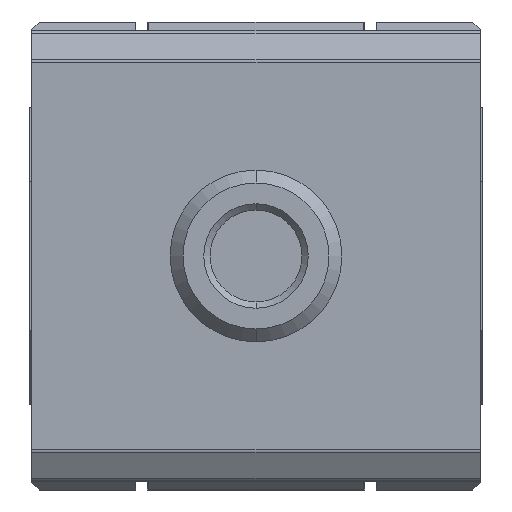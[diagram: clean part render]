
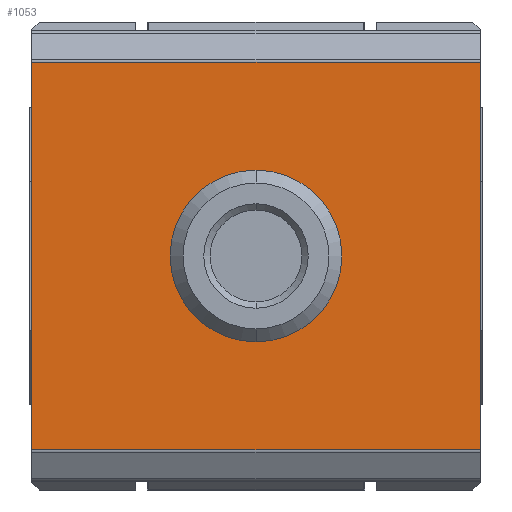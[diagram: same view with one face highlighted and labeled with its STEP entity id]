
A CAD part, front view. The second image highlights one B-rep face of the part: STEP entity #1053.
In plain terms, the highlighted planar face has unit normal (0, -1, 0).
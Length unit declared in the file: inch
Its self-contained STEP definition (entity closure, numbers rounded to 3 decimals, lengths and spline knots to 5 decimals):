
#65 = CARTESIAN_POINT ( 'NONE',  ( 0.82283, -1.00787, 0.80315 ) ) ;
#360 = ORIENTED_EDGE ( 'NONE', *, *, #2299, .F. ) ;
#954 = DIRECTION ( 'NONE',  ( -1., 0., 0. ) ) ;
#1053 = ADVANCED_FACE ( 'NONE', ( #24884, #19406 ), #28285, .F. ) ;
#1214 = EDGE_CURVE ( 'NONE', #17776, #18489, #31654, .T. ) ;
#1364 = VECTOR ( 'NONE', #15166, 39.37008 ) ;
#2299 = EDGE_CURVE ( 'NONE', #20768, #31013, #13130, .T. ) ;
#2775 = AXIS2_PLACEMENT_3D ( 'NONE', #7660, #13907, #13163 ) ;
#2956 = DIRECTION ( 'NONE',  ( 0., 0., -1. ) ) ;
#3196 = CARTESIAN_POINT ( 'NONE',  ( 0., -1.00787, -0.31496 ) ) ;
#3989 = CARTESIAN_POINT ( 'NONE',  ( 0.82283, -1.00787, -0.71021 ) ) ;
#4081 = VECTOR ( 'NONE', #954, 39.37008 ) ;
#4108 = CARTESIAN_POINT ( 'NONE',  ( 0., -1.00787, 0. ) ) ;
#5803 = AXIS2_PLACEMENT_3D ( 'NONE', #4108, #15649, #18122 ) ;
#6483 = AXIS2_PLACEMENT_3D ( 'NONE', #37404, #28868, #2956 ) ;
#6944 = EDGE_CURVE ( 'NONE', #18489, #15679, #12687, .T. ) ;
#7031 = VECTOR ( 'NONE', #28634, 39.37008 ) ;
#7660 = CARTESIAN_POINT ( 'NONE',  ( 0.82283, -1.00787, 0.71021 ) ) ;
#11259 = VERTEX_POINT ( 'NONE', #30825 ) ;
#12331 = CARTESIAN_POINT ( 'NONE',  ( -0.82283, -1.00787, 0.80315 ) ) ;
#12668 = CARTESIAN_POINT ( 'NONE',  ( -0.82283, -1.00787, -0.71021 ) ) ;
#12687 = LINE ( 'NONE', #3989, #4081 ) ;
#12712 = LINE ( 'NONE', #12331, #1364 ) ;
#13130 = CIRCLE ( 'NONE', #6483, 0.31496 ) ;
#13163 = DIRECTION ( 'NONE',  ( 0., 0., 1. ) ) ;
#13907 = DIRECTION ( 'NONE',  ( 0., 1., 0. ) ) ;
#15166 = DIRECTION ( 'NONE',  ( 0., 0., -1. ) ) ;
#15252 = EDGE_LOOP ( 'NONE', ( #16836, #25005, #16502, #33116 ) ) ;
#15649 = DIRECTION ( 'NONE',  ( 0., -1., 0. ) ) ;
#15672 = EDGE_LOOP ( 'NONE', ( #360, #25135 ) ) ;
#15679 = VERTEX_POINT ( 'NONE', #12668 ) ;
#16502 = ORIENTED_EDGE ( 'NONE', *, *, #36145, .F. ) ;
#16836 = ORIENTED_EDGE ( 'NONE', *, *, #6944, .F. ) ;
#17776 = VERTEX_POINT ( 'NONE', #19979 ) ;
#18122 = DIRECTION ( 'NONE',  ( 0., 0., -1. ) ) ;
#18379 = LINE ( 'NONE', #21023, #36250 ) ;
#18489 = VERTEX_POINT ( 'NONE', #28024 ) ;
#19406 = FACE_BOUND ( 'NONE', #15672, .T. ) ;
#19979 = CARTESIAN_POINT ( 'NONE',  ( 0.82283, -1.00787, 0.71021 ) ) ;
#20103 = EDGE_CURVE ( 'NONE', #31013, #20768, #20938, .T. ) ;
#20768 = VERTEX_POINT ( 'NONE', #3196 ) ;
#20938 = CIRCLE ( 'NONE', #5803, 0.31496 ) ;
#21023 = CARTESIAN_POINT ( 'NONE',  ( 0.82283, -1.00787, 0.71021 ) ) ;
#24884 = FACE_OUTER_BOUND ( 'NONE', #15252, .T. ) ;
#25005 = ORIENTED_EDGE ( 'NONE', *, *, #1214, .F. ) ;
#25135 = ORIENTED_EDGE ( 'NONE', *, *, #20103, .F. ) ;
#27079 = DIRECTION ( 'NONE',  ( 1., 0., 0. ) ) ;
#28024 = CARTESIAN_POINT ( 'NONE',  ( 0.82283, -1.00787, -0.71021 ) ) ;
#28285 = PLANE ( 'NONE',  #2775 ) ;
#28634 = DIRECTION ( 'NONE',  ( 0., 0., -1. ) ) ;
#28868 = DIRECTION ( 'NONE',  ( 0., -1., 0. ) ) ;
#28934 = EDGE_CURVE ( 'NONE', #11259, #15679, #12712, .T. ) ;
#30755 = CARTESIAN_POINT ( 'NONE',  ( 0., -1.00787, 0.31496 ) ) ;
#30825 = CARTESIAN_POINT ( 'NONE',  ( -0.82283, -1.00787, 0.71021 ) ) ;
#31013 = VERTEX_POINT ( 'NONE', #30755 ) ;
#31654 = LINE ( 'NONE', #65, #7031 ) ;
#33116 = ORIENTED_EDGE ( 'NONE', *, *, #28934, .T. ) ;
#36145 = EDGE_CURVE ( 'NONE', #11259, #17776, #18379, .T. ) ;
#36250 = VECTOR ( 'NONE', #27079, 39.37008 ) ;
#37404 = CARTESIAN_POINT ( 'NONE',  ( 0., -1.00787, 0. ) ) ;
